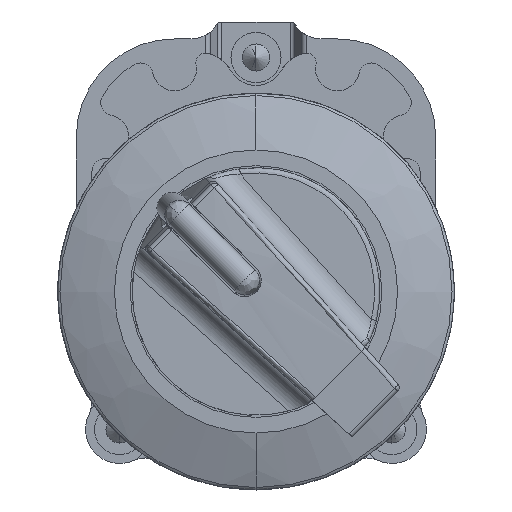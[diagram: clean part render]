
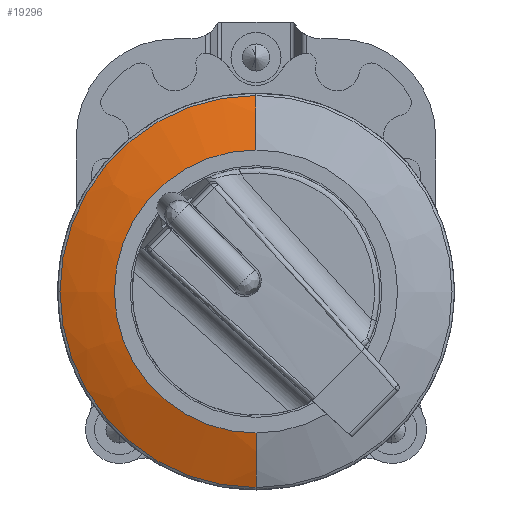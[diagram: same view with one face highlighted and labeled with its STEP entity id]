
A CAD part, front view. The second image highlights one B-rep face of the part: STEP entity #19296.
In plain terms, the highlighted free-form (B-spline) face has degree [3, 3] with [4, 4] control points.
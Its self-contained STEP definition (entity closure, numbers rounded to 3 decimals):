
#1197 = CARTESIAN_POINT ( 'NONE',  ( 0., -2.407, -18.764 ) ) ;
#2011 = EDGE_CURVE ( 'NONE', #2586, #5961, #19172, .T. ) ;
#2068 = VERTEX_POINT ( 'NONE', #10946 ) ;
#2586 = VERTEX_POINT ( 'NONE', #1197 ) ;
#3135 = FACE_OUTER_BOUND ( 'NONE', #8150, .T. ) ;
#3979 = CARTESIAN_POINT ( 'NONE',  ( 0., 24.947, 6.445 ) ) ;
#4006 = AXIS2_PLACEMENT_3D ( 'NONE', #4895, #4949, #4975 ) ;
#4009 = DIRECTION ( 'NONE',  ( 1., 0., 0. ) ) ;
#4028 = CARTESIAN_POINT ( 'NONE',  ( 0., -4.2, -13.55 ) ) ;
#4064 = DIRECTION ( 'NONE',  ( 0., 0., 1. ) ) ;
#4452 = AXIS2_PLACEMENT_3D ( 'NONE', #3979, #4009, #4064 ) ;
#4895 = CARTESIAN_POINT ( 'NONE',  ( 0., 24.947, -6.445 ) ) ;
#4949 = DIRECTION ( 'NONE',  ( -1., 0., 0. ) ) ;
#4975 = DIRECTION ( 'NONE',  ( 0., 0., -1. ) ) ;
#5961 = VERTEX_POINT ( 'NONE', #10274 ) ;
#6625 = CARTESIAN_POINT ( 'NONE',  ( 0., -4.2, 13.55 ) ) ;
#6653 = CARTESIAN_POINT ( 'NONE',  ( -27.1, -4.2, 13.55 ) ) ;
#6686 = CARTESIAN_POINT ( 'NONE',  ( -27.1, -4.2, -13.55 ) ) ;
#6707 = CARTESIAN_POINT ( 'NONE',  ( 0., -4.2, -13.55 ) ) ;
#6716 = CARTESIAN_POINT ( 'NONE',  ( 0., -3.763, 15.341 ) ) ;
#6741 = CARTESIAN_POINT ( 'NONE',  ( -30.681, -3.763, 15.341 ) ) ;
#6788 = CARTESIAN_POINT ( 'NONE',  ( -30.681, -3.763, -15.341 ) ) ;
#6810 = CARTESIAN_POINT ( 'NONE',  ( 0., -3.763, -15.341 ) ) ;
#6885 = CARTESIAN_POINT ( 'NONE',  ( 0., -3.164, 17.084 ) ) ;
#6932 = CARTESIAN_POINT ( 'NONE',  ( -34.167, -3.164, 17.084 ) ) ;
#6987 = CARTESIAN_POINT ( 'NONE',  ( -34.167, -3.164, -17.084 ) ) ;
#7048 = CARTESIAN_POINT ( 'NONE',  ( 0., -3.164, -17.084 ) ) ;
#7078 = CARTESIAN_POINT ( 'NONE',  ( 0., -2.407, 18.764 ) ) ;
#7104 = EDGE_CURVE ( 'NONE', #10189, #2068, #10350, .T. ) ;
#7111 = CARTESIAN_POINT ( 'NONE',  ( -37.529, -2.407, 18.764 ) ) ;
#7145 = CARTESIAN_POINT ( 'NONE',  ( -37.529, -2.407, -18.764 ) ) ;
#7674 = CARTESIAN_POINT ( 'NONE',  ( 0., -2.407, -18.764 ) ) ;
#8150 = EDGE_LOOP ( 'NONE', ( #8590, #18253, #12362, #13994 ) ) ;
#8590 = ORIENTED_EDGE ( 'NONE', *, *, #12530, .F. ) ;
#10189 = VERTEX_POINT ( 'NONE', #4028 ) ;
#10274 = CARTESIAN_POINT ( 'NONE',  ( 0., -2.407, 18.764 ) ) ;
#10350 = CIRCLE ( 'NONE', #20280, 13.55 ) ;
#10587 = CIRCLE ( 'NONE', #4452, 30. ) ;
#10946 = CARTESIAN_POINT ( 'NONE',  ( 0., -4.2, 13.55 ) ) ;
#11146 = DIRECTION ( 'NONE',  ( 0., 0., -1. ) ) ;
#11194 = DIRECTION ( 'NONE',  ( 0., 1., 0. ) ) ;
#11198 = CARTESIAN_POINT ( 'NONE',  ( 0., -2.407, 0. ) ) ;
#12362 = ORIENTED_EDGE ( 'NONE', *, *, #12626, .T. ) ;
#12530 = EDGE_CURVE ( 'NONE', #5961, #2068, #10587, .T. ) ;
#12626 = EDGE_CURVE ( 'NONE', #2586, #10189, #20248, .T. ) ;
#13994 = ORIENTED_EDGE ( 'NONE', *, *, #7104, .T. ) ;
#18207 = AXIS2_PLACEMENT_3D ( 'NONE', #11198, #11194, #11146 ) ;
#18253 = ORIENTED_EDGE ( 'NONE', *, *, #2011, .F. ) ;
#19172 = CIRCLE ( 'NONE', #18207, 18.764 ) ;
#19296 = ADVANCED_FACE ( 'NONE', ( #3135 ), #21851, .T. ) ;
#20248 = CIRCLE ( 'NONE', #4006, 30. ) ;
#20280 = AXIS2_PLACEMENT_3D ( 'NONE', #22004, #21970, #21924 ) ;
#21851 =( BOUNDED_SURFACE ( )  B_SPLINE_SURFACE ( 3, 3, ( 
 ( #7674, #7145, #7111, #7078 ),
 ( #7048, #6987, #6932, #6885 ),
 ( #6810, #6788, #6741, #6716 ),
 ( #6707, #6686, #6653, #6625 ) ),
 .UNSPECIFIED., .F., .F., .T. ) 
 B_SPLINE_SURFACE_WITH_KNOTS ( ( 4, 4 ),
 ( 4, 4 ),
 ( 0., 1. ),
 ( 0., 1. ),
 .UNSPECIFIED. ) 
 GEOMETRIC_REPRESENTATION_ITEM ( )  RATIONAL_B_SPLINE_SURFACE ( (
 ( 1., 0.333, 0.333, 1.),
 ( 0.997, 0.332, 0.332, 0.997),
 ( 0.997, 0.332, 0.332, 0.997),
 ( 1., 0.333, 0.333, 1.) ) ) 
 REPRESENTATION_ITEM ( '' )  SURFACE ( )  );
#21924 = DIRECTION ( 'NONE',  ( 0., 0., 1. ) ) ;
#21970 = DIRECTION ( 'NONE',  ( 0., 1., 0. ) ) ;
#22004 = CARTESIAN_POINT ( 'NONE',  ( 0., -4.2, 0. ) ) ;
